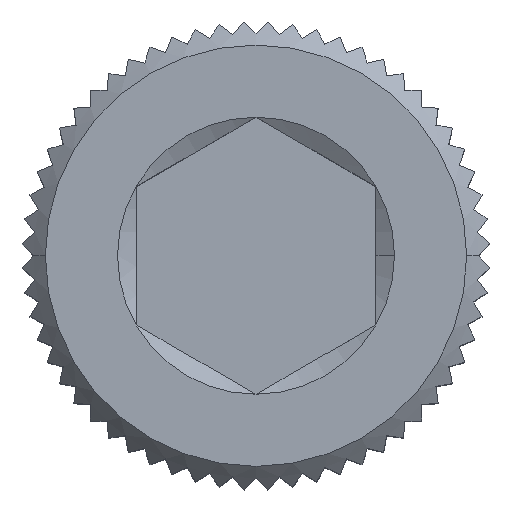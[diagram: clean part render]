
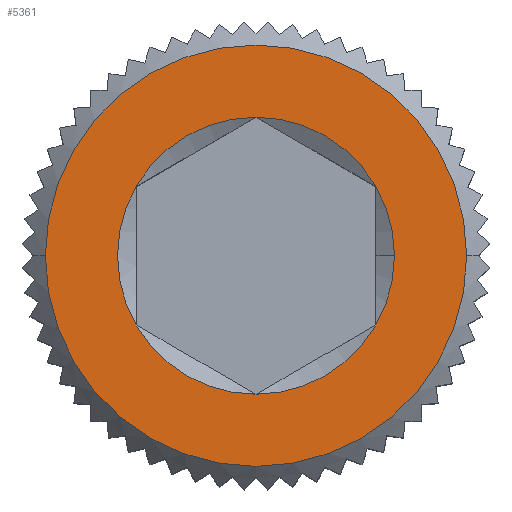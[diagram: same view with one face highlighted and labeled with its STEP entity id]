
A CAD part, top view. The second image highlights one B-rep face of the part: STEP entity #5361.
In plain terms, the highlighted planar face has unit normal (0, 0, 1).
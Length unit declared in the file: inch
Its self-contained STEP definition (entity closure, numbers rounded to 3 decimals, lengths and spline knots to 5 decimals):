
#12 = CARTESIAN_POINT ( 'NONE',  ( 0., 0.05413, 0.08725 ) ) ;
#45 = ORIENTED_EDGE ( 'NONE', *, *, #4879, .F. ) ;
#190 = ORIENTED_EDGE ( 'NONE', *, *, #1470, .F. ) ;
#374 = ORIENTED_EDGE ( 'NONE', *, *, #8437, .F. ) ;
#615 = CARTESIAN_POINT ( 'NONE',  ( -0.08235, 0., 0.08725 ) ) ;
#717 = VERTEX_POINT ( 'NONE', #5506 ) ;
#763 = EDGE_CURVE ( 'NONE', #5666, #5025, #8507, .T. ) ;
#1133 = DIRECTION ( 'NONE',  ( 0., 0., 1. ) ) ;
#1202 = DIRECTION ( 'NONE',  ( 0., 0., 1. ) ) ;
#1218 = CARTESIAN_POINT ( 'NONE',  ( 0., 0., 0.08725 ) ) ;
#1452 = ORIENTED_EDGE ( 'NONE', *, *, #4435, .F. ) ;
#1470 = EDGE_CURVE ( 'NONE', #6386, #8595, #5582, .T. ) ;
#1475 = DIRECTION ( 'NONE',  ( 1., 0., 0. ) ) ;
#1492 = DIRECTION ( 'NONE',  ( 0., 0., 1. ) ) ;
#1684 = FACE_OUTER_BOUND ( 'NONE', #4773, .T. ) ;
#1688 = DIRECTION ( 'NONE',  ( 1., 0., 0. ) ) ;
#1748 = CARTESIAN_POINT ( 'NONE',  ( -0.04687, -0.02706, 0.08725 ) ) ;
#1785 = CARTESIAN_POINT ( 'NONE',  ( 0., 0., 0.08725 ) ) ;
#1938 = AXIS2_PLACEMENT_3D ( 'NONE', #8225, #1492, #3576 ) ;
#2019 = EDGE_CURVE ( 'NONE', #4352, #3952, #8071, .T. ) ;
#2046 = AXIS2_PLACEMENT_3D ( 'NONE', #1218, #5287, #7905 ) ;
#2187 = EDGE_CURVE ( 'NONE', #4478, #6386, #6720, .T. ) ;
#2440 = AXIS2_PLACEMENT_3D ( 'NONE', #1785, #2444, #4430 ) ;
#2444 = DIRECTION ( 'NONE',  ( 0., 0., 1. ) ) ;
#2457 = DIRECTION ( 'NONE',  ( 0., 0., 1. ) ) ;
#2513 = EDGE_LOOP ( 'NONE', ( #374, #6861, #45, #1452, #3269, #190, #7051 ) ) ;
#2791 = VERTEX_POINT ( 'NONE', #4978 ) ;
#2858 = AXIS2_PLACEMENT_3D ( 'NONE', #4414, #2457, #4508 ) ;
#2941 = CARTESIAN_POINT ( 'NONE',  ( 0., 0., 0.08725 ) ) ;
#2975 = AXIS2_PLACEMENT_3D ( 'NONE', #7134, #1133, #8526 ) ;
#3201 = CIRCLE ( 'NONE', #6596, 0.05413 ) ;
#3269 = ORIENTED_EDGE ( 'NONE', *, *, #5772, .F. ) ;
#3576 = DIRECTION ( 'NONE',  ( 1., 0., 0. ) ) ;
#3598 = PLANE ( 'NONE',  #6537 ) ;
#3810 = EDGE_CURVE ( 'NONE', #5025, #5666, #4229, .T. ) ;
#3865 = CARTESIAN_POINT ( 'NONE',  ( 0.05413, 0., 0.08725 ) ) ;
#3952 = VERTEX_POINT ( 'NONE', #7078 ) ;
#4214 = CIRCLE ( 'NONE', #2975, 0.05413 ) ;
#4229 = CIRCLE ( 'NONE', #7021, 0.08235 ) ;
#4307 = CARTESIAN_POINT ( 'NONE',  ( 0., 0., 0.08725 ) ) ;
#4319 = DIRECTION ( 'NONE',  ( 1., 0., 0. ) ) ;
#4336 = DIRECTION ( 'NONE',  ( 0., 0., 1. ) ) ;
#4352 = VERTEX_POINT ( 'NONE', #3865 ) ;
#4414 = CARTESIAN_POINT ( 'NONE',  ( 0., 0., 0.08725 ) ) ;
#4430 = DIRECTION ( 'NONE',  ( 1., 0., 0. ) ) ;
#4435 = EDGE_CURVE ( 'NONE', #717, #2791, #3201, .T. ) ;
#4478 = VERTEX_POINT ( 'NONE', #12 ) ;
#4508 = DIRECTION ( 'NONE',  ( 1., 0., 0. ) ) ;
#4574 = CARTESIAN_POINT ( 'NONE',  ( 0., 0., 0.08725 ) ) ;
#4773 = EDGE_LOOP ( 'NONE', ( #5232, #7437 ) ) ;
#4794 = DIRECTION ( 'NONE',  ( 0., 0., 1. ) ) ;
#4879 = EDGE_CURVE ( 'NONE', #2791, #4352, #4214, .T. ) ;
#4952 = CARTESIAN_POINT ( 'NONE',  ( 0., 0.0915, 0.08725 ) ) ;
#4978 = CARTESIAN_POINT ( 'NONE',  ( 0.04687, -0.02706, 0.08725 ) ) ;
#5025 = VERTEX_POINT ( 'NONE', #615 ) ;
#5232 = ORIENTED_EDGE ( 'NONE', *, *, #3810, .T. ) ;
#5268 = DIRECTION ( 'NONE',  ( 1., 0., 0. ) ) ;
#5287 = DIRECTION ( 'NONE',  ( 0., 0., 1. ) ) ;
#5361 = ADVANCED_FACE ( 'NONE', ( #1684, #7002 ), #3598, .T. ) ;
#5449 = CARTESIAN_POINT ( 'NONE',  ( 0., 0., 0.08725 ) ) ;
#5506 = CARTESIAN_POINT ( 'NONE',  ( 0., -0.05413, 0.08725 ) ) ;
#5507 = CARTESIAN_POINT ( 'NONE',  ( -0.04687, 0.02706, 0.08725 ) ) ;
#5582 = CIRCLE ( 'NONE', #2440, 0.05413 ) ;
#5666 = VERTEX_POINT ( 'NONE', #5685 ) ;
#5685 = CARTESIAN_POINT ( 'NONE',  ( 0.08235, 0., 0.08725 ) ) ;
#5772 = EDGE_CURVE ( 'NONE', #8595, #717, #7318, .T. ) ;
#5788 = AXIS2_PLACEMENT_3D ( 'NONE', #4307, #7609, #7541 ) ;
#6386 = VERTEX_POINT ( 'NONE', #5507 ) ;
#6537 = AXIS2_PLACEMENT_3D ( 'NONE', #4952, #7627, #4319 ) ;
#6596 = AXIS2_PLACEMENT_3D ( 'NONE', #4574, #1202, #5268 ) ;
#6720 = CIRCLE ( 'NONE', #1938, 0.05413 ) ;
#6861 = ORIENTED_EDGE ( 'NONE', *, *, #2019, .F. ) ;
#7002 = FACE_BOUND ( 'NONE', #2513, .T. ) ;
#7021 = AXIS2_PLACEMENT_3D ( 'NONE', #5449, #4794, #1475 ) ;
#7051 = ORIENTED_EDGE ( 'NONE', *, *, #2187, .F. ) ;
#7068 = AXIS2_PLACEMENT_3D ( 'NONE', #2941, #4336, #1688 ) ;
#7078 = CARTESIAN_POINT ( 'NONE',  ( 0.04687, 0.02706, 0.08725 ) ) ;
#7134 = CARTESIAN_POINT ( 'NONE',  ( 0., 0., 0.08725 ) ) ;
#7318 = CIRCLE ( 'NONE', #2858, 0.05413 ) ;
#7437 = ORIENTED_EDGE ( 'NONE', *, *, #763, .T. ) ;
#7541 = DIRECTION ( 'NONE',  ( 1., 0., 0. ) ) ;
#7609 = DIRECTION ( 'NONE',  ( 0., 0., 1. ) ) ;
#7627 = DIRECTION ( 'NONE',  ( 0., 0., 1. ) ) ;
#7905 = DIRECTION ( 'NONE',  ( 1., 0., 0. ) ) ;
#8071 = CIRCLE ( 'NONE', #2046, 0.05413 ) ;
#8094 = CIRCLE ( 'NONE', #7068, 0.05413 ) ;
#8225 = CARTESIAN_POINT ( 'NONE',  ( 0., 0., 0.08725 ) ) ;
#8437 = EDGE_CURVE ( 'NONE', #3952, #4478, #8094, .T. ) ;
#8507 = CIRCLE ( 'NONE', #5788, 0.08235 ) ;
#8526 = DIRECTION ( 'NONE',  ( 1., 0., 0. ) ) ;
#8595 = VERTEX_POINT ( 'NONE', #1748 ) ;
